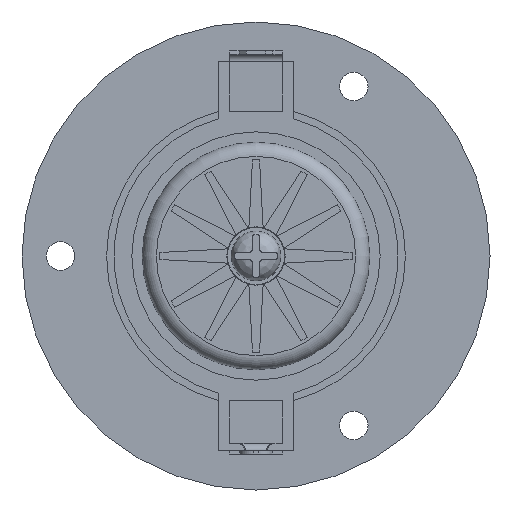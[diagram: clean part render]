
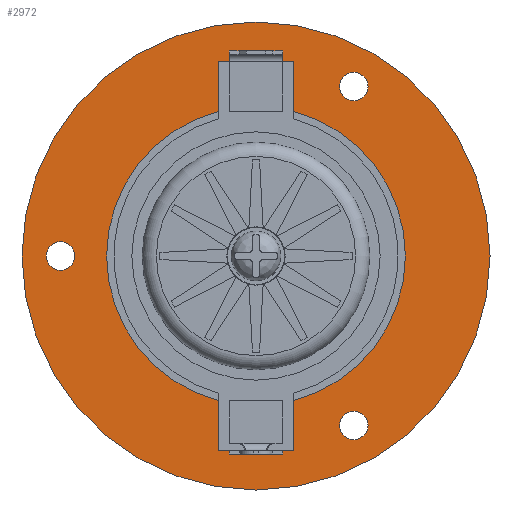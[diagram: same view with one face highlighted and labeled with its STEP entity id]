
A CAD part, front view. The second image highlights one B-rep face of the part: STEP entity #2972.
In plain terms, the highlighted planar face has unit normal (0, -1, 0).
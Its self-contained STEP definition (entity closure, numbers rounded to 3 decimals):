
#611=PLANE('',#3162);
#776=FACE_BOUND('',#999,.T.);
#777=FACE_BOUND('',#1000,.T.);
#778=FACE_BOUND('',#1001,.T.);
#779=FACE_BOUND('',#1002,.T.);
#818=FACE_OUTER_BOUND('',#998,.T.);
#998=EDGE_LOOP('',(#1993));
#999=EDGE_LOOP('',(#1994));
#1000=EDGE_LOOP('',(#1995));
#1001=EDGE_LOOP('',(#1996));
#1002=EDGE_LOOP('',(#1997));
#1175=CIRCLE('',#3138,2.);
#1178=CIRCLE('',#3143,2.);
#1181=CIRCLE('',#3148,2.);
#1183=CIRCLE('',#3152,20.);
#1188=CIRCLE('',#3161,32.9);
#1274=VERTEX_POINT('',#4212);
#1277=VERTEX_POINT('',#4220);
#1280=VERTEX_POINT('',#4228);
#1282=VERTEX_POINT('',#4234);
#1287=VERTEX_POINT('',#4248);
#1556=EDGE_CURVE('',#1274,#1274,#1175,.T.);
#1559=EDGE_CURVE('',#1277,#1277,#1178,.T.);
#1562=EDGE_CURVE('',#1280,#1280,#1181,.T.);
#1564=EDGE_CURVE('',#1282,#1282,#1183,.T.);
#1569=EDGE_CURVE('',#1287,#1287,#1188,.T.);
#1993=ORIENTED_EDGE('',*,*,#1569,.T.);
#1994=ORIENTED_EDGE('',*,*,#1556,.T.);
#1995=ORIENTED_EDGE('',*,*,#1559,.T.);
#1996=ORIENTED_EDGE('',*,*,#1562,.T.);
#1997=ORIENTED_EDGE('',*,*,#1564,.T.);
#2972=ADVANCED_FACE('',(#818,#776,#777,#778,#779),#611,.F.);
#3138=AXIS2_PLACEMENT_3D('',#4213,#3418,#3419);
#3143=AXIS2_PLACEMENT_3D('',#4221,#3428,#3429);
#3148=AXIS2_PLACEMENT_3D('',#4229,#3438,#3439);
#3152=AXIS2_PLACEMENT_3D('',#4235,#3446,#3447);
#3161=AXIS2_PLACEMENT_3D('',#4249,#3464,#3465);
#3162=AXIS2_PLACEMENT_3D('',#4250,#3466,#3467);
#3418=DIRECTION('center_axis',(0.,1.,0.));
#3419=DIRECTION('ref_axis',(1.,0.,0.));
#3428=DIRECTION('center_axis',(0.,1.,0.));
#3429=DIRECTION('ref_axis',(1.,0.,0.));
#3438=DIRECTION('center_axis',(0.,1.,0.));
#3439=DIRECTION('ref_axis',(1.,0.,0.));
#3446=DIRECTION('center_axis',(0.,1.,0.));
#3447=DIRECTION('ref_axis',(1.,0.,0.));
#3464=DIRECTION('center_axis',(0.,-1.,0.));
#3465=DIRECTION('ref_axis',(1.,0.,0.));
#3466=DIRECTION('center_axis',(0.,1.,0.));
#3467=DIRECTION('ref_axis',(0.,0.,1.));
#4212=CARTESIAN_POINT('',(11.75,0.,-23.816));
#4213=CARTESIAN_POINT('Origin',(13.75,0.,-23.816));
#4220=CARTESIAN_POINT('',(-29.5,0.,0.));
#4221=CARTESIAN_POINT('Origin',(-27.5,0.,0.));
#4228=CARTESIAN_POINT('',(11.75,0.,23.816));
#4229=CARTESIAN_POINT('Origin',(13.75,0.,23.816));
#4234=CARTESIAN_POINT('',(-20.,0.,0.));
#4235=CARTESIAN_POINT('Origin',(0.,0.,0.));
#4248=CARTESIAN_POINT('',(-32.9,0.,0.));
#4249=CARTESIAN_POINT('Origin',(0.,0.,0.));
#4250=CARTESIAN_POINT('Origin',(0.,0.,0.));
